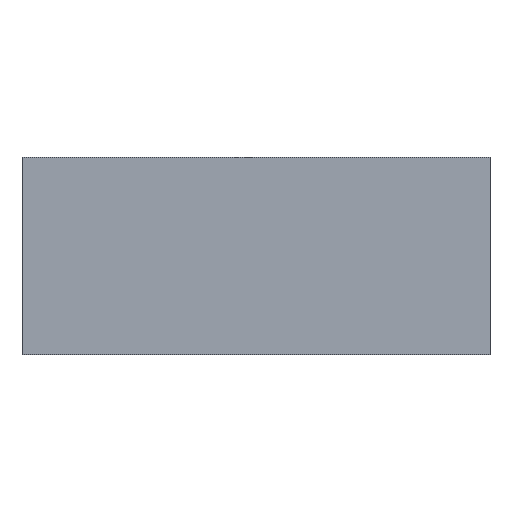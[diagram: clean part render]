
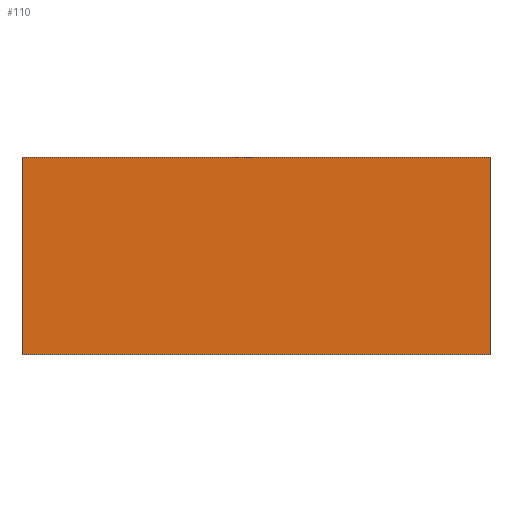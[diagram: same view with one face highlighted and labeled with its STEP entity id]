
A CAD part, top view. The second image highlights one B-rep face of the part: STEP entity #110.
In plain terms, the highlighted planar face has unit normal (0, 0, 1).
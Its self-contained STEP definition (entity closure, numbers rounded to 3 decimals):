
#24=FACE_OUTER_BOUND('',#30,.T.);
#30=EDGE_LOOP('',(#95,#96,#97,#98));
#32=LINE('',#170,#44);
#38=LINE('',#182,#50);
#40=LINE('',#185,#52);
#42=LINE('',#188,#54);
#44=VECTOR('',#140,1.);
#50=VECTOR('',#148,1.);
#52=VECTOR('',#152,1.);
#54=VECTOR('',#156,1.);
#56=VERTEX_POINT('',#167);
#57=VERTEX_POINT('',#169);
#60=VERTEX_POINT('',#176);
#62=VERTEX_POINT('',#180);
#64=EDGE_CURVE('',#56,#57,#32,.T.);
#70=EDGE_CURVE('',#60,#62,#38,.T.);
#72=EDGE_CURVE('',#56,#60,#40,.T.);
#74=EDGE_CURVE('',#57,#62,#42,.T.);
#95=ORIENTED_EDGE('',*,*,#64,.F.);
#96=ORIENTED_EDGE('',*,*,#72,.T.);
#97=ORIENTED_EDGE('',*,*,#70,.T.);
#98=ORIENTED_EDGE('',*,*,#74,.F.);
#104=PLANE('',#131);
#110=ADVANCED_FACE('',(#24),#104,.T.);
#131=AXIS2_PLACEMENT_3D('',#190,#159,#160);
#140=DIRECTION('',(0.,1.,0.));
#148=DIRECTION('',(0.,1.,0.));
#152=DIRECTION('',(1.,0.,0.));
#156=DIRECTION('',(1.,0.,0.));
#159=DIRECTION('center_axis',(0.,0.,1.));
#160=DIRECTION('ref_axis',(1.,0.,0.));
#167=CARTESIAN_POINT('',(0.,0.,0.45));
#169=CARTESIAN_POINT('',(0.,1.6,0.45));
#170=CARTESIAN_POINT('',(0.,0.,0.45));
#176=CARTESIAN_POINT('',(3.8,0.,0.45));
#180=CARTESIAN_POINT('',(3.8,1.6,0.45));
#182=CARTESIAN_POINT('',(3.8,0.,0.45));
#185=CARTESIAN_POINT('',(0.,0.,0.45));
#188=CARTESIAN_POINT('',(0.,1.6,0.45));
#190=CARTESIAN_POINT('Origin',(0.,0.,0.45));
